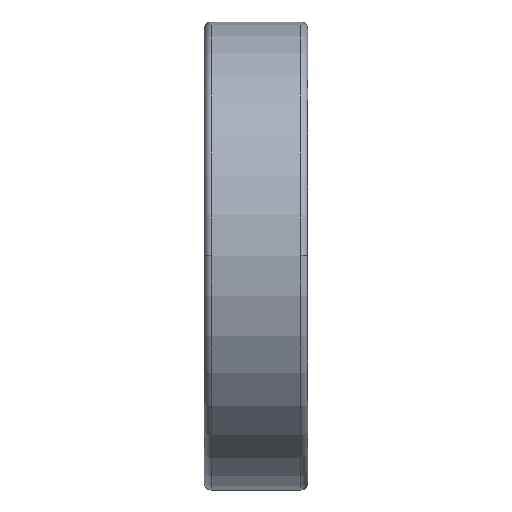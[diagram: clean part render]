
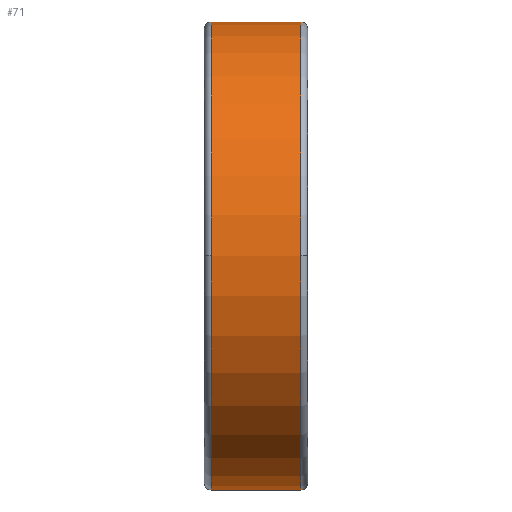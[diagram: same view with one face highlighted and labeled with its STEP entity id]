
A CAD part, top view. The second image highlights one B-rep face of the part: STEP entity #71.
In plain terms, the highlighted cylindrical face has radius 34 mm (diameter 68 mm), a partial arc.
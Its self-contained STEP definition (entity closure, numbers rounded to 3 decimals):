
#71=ADVANCED_FACE('',(#177),#178,.T.);
#177=FACE_OUTER_BOUND('',#397,.T.);
#178=CYLINDRICAL_SURFACE('',#398,34.0);
#397=EDGE_LOOP('',(#671,#672,#673,#674,#675,#676));
#398=AXIS2_PLACEMENT_3D('',#677,#678,#679);
#671=ORIENTED_EDGE('',*,*,#1355,.F.);
#672=ORIENTED_EDGE('',*,*,#1356,.T.);
#673=ORIENTED_EDGE('',*,*,#1357,.T.);
#674=ORIENTED_EDGE('',*,*,#1358,.F.);
#675=ORIENTED_EDGE('',*,*,#1359,.F.);
#676=ORIENTED_EDGE('',*,*,#1352,.F.);
#677=CARTESIAN_POINT('',(7.5,0.0,0.0));
#678=DIRECTION('',(-1.0,0.0,0.0));
#679=DIRECTION('',(0.0,1.0,0.0));
#1352=EDGE_CURVE('',#1592,#1594,#1595,.T.);
#1355=EDGE_CURVE('',#1599,#1592,#1600,.T.);
#1356=EDGE_CURVE('',#1599,#1601,#1602,.T.);
#1357=EDGE_CURVE('',#1601,#1603,#1604,.T.);
#1358=EDGE_CURVE('',#1605,#1603,#1606,.T.);
#1359=EDGE_CURVE('',#1594,#1605,#1607,.T.);
#1592=VERTEX_POINT('',#1958);
#1594=VERTEX_POINT('',#1960);
#1595=CIRCLE('',#1961,34.0);
#1599=VERTEX_POINT('',#1965);
#1600=LINE('',#1966,#1967);
#1601=VERTEX_POINT('',#1968);
#1602=CIRCLE('',#1969,34.0);
#1603=VERTEX_POINT('',#1970);
#1604=CIRCLE('',#1971,34.0);
#1605=VERTEX_POINT('',#1972);
#1606=LINE('',#1973,#1974);
#1607=CIRCLE('',#1975,34.0);
#1958=CARTESIAN_POINT('',(14.0,34.0,0.0));
#1960=CARTESIAN_POINT('',(14.0,0.,34.0));
#1961=AXIS2_PLACEMENT_3D('',#3194,#3195,#3196);
#1965=CARTESIAN_POINT('',(1.0,34.0,0.0));
#1966=CARTESIAN_POINT('',(7.5,34.0,0.));
#1967=VECTOR('',#3203,1.0);
#1968=CARTESIAN_POINT('',(1.0,0.,34.0));
#1969=AXIS2_PLACEMENT_3D('',#3204,#3205,#3206);
#1970=CARTESIAN_POINT('',(1.0,-34.0,0.));
#1971=AXIS2_PLACEMENT_3D('',#3207,#3208,#3209);
#1972=CARTESIAN_POINT('',(14.0,-34.0,0.));
#1973=CARTESIAN_POINT('',(7.5,-34.0,0.));
#1974=VECTOR('',#3210,1.0);
#1975=AXIS2_PLACEMENT_3D('',#3211,#3212,#3213);
#3194=CARTESIAN_POINT('',(14.0,0.0,0.0));
#3195=DIRECTION('',(1.0,0.0,0.0));
#3196=DIRECTION('',(0.0,1.0,0.0));
#3203=DIRECTION('',(1.0,0.0,0.0));
#3204=CARTESIAN_POINT('',(1.0,0.0,0.0));
#3205=DIRECTION('',(1.0,0.0,0.0));
#3206=DIRECTION('',(0.0,1.0,0.0));
#3207=CARTESIAN_POINT('',(1.0,0.0,0.0));
#3208=DIRECTION('',(1.0,0.0,0.0));
#3209=DIRECTION('',(0.0,1.0,0.0));
#3210=DIRECTION('',(-1.0,-0.0,-0.0));
#3211=CARTESIAN_POINT('',(14.0,0.0,0.0));
#3212=DIRECTION('',(1.0,0.0,0.0));
#3213=DIRECTION('',(0.0,1.0,0.0));
